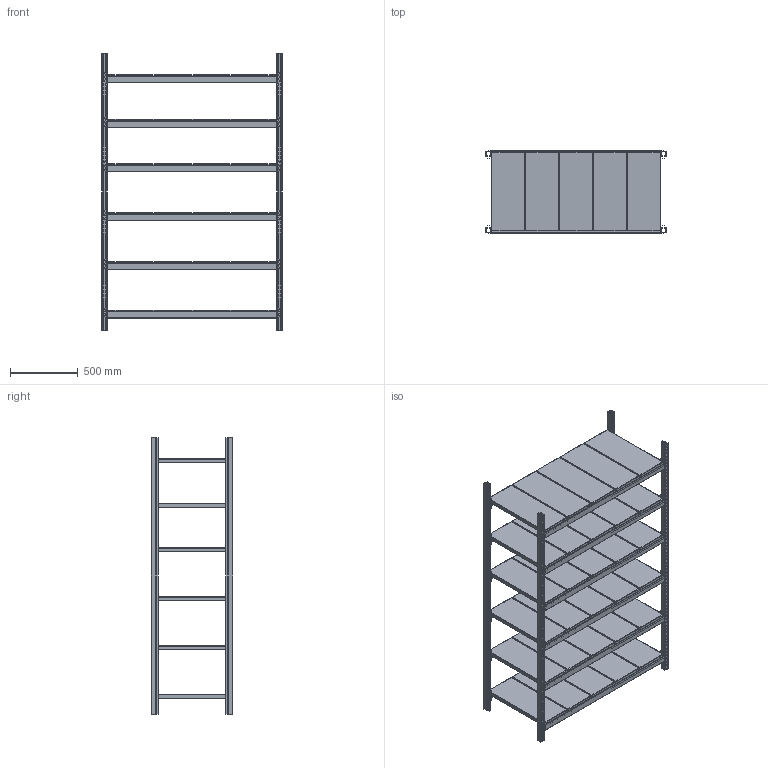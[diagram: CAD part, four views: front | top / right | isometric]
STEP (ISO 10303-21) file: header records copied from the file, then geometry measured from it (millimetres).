
FILE_DESCRIPTION(('STEP AP242'), '1');
FILE_NAME('Ñòåëëàæ 6', '', ('UNSPECIFIED'), ('UNSPECIFIED'), 'C3D Converter', 'C3D Toolkit', '');
FILE_SCHEMA(('AP242_MANAGED_MODEL_BASED_3D_ENGINEERING_MIM_LF { 1 0 10303 442 1 1 4 }'));
Length unit declared in the file: millimetre
Products named in the file (8): ЛР_МС_1-0; ЛР_МС_3-0; ЛР_МС_31-0; ЛР_МС_32-0; ЛР_МС_32-01; ЛР_МС_4-0
Assembly tree (20 placements, depth 4):
  (unnamed)
    ЛР_МС_1-0  x4
    (unnamed)  x6
      ЛР_МС_3-0
        ЛР_МС_31-0
        ЛР_МС_32-0
        ЛР_МС_32-01
      ЛР_МС_4-0
Bounding box: 1332 x 605 x 2040 mm (x, y, z)
Volume: 24286105.6 mm3; surface area: 16604706.2 mm2
Topology: 70 solids, 70 shells, 4336 faces, 11244 edges, 7048 vertices
Faces by surface type: plane 3904, cylinder 432
Entity records: 27787 total; most frequent: CARTESIAN_POINT 3997, ORIENTED_EDGE 3966, DIRECTION 3495, EDGE_CURVE 1983, LINE 1919, VECTOR 1919, VERTEX_POINT 1290, FACE_BOUND 975
